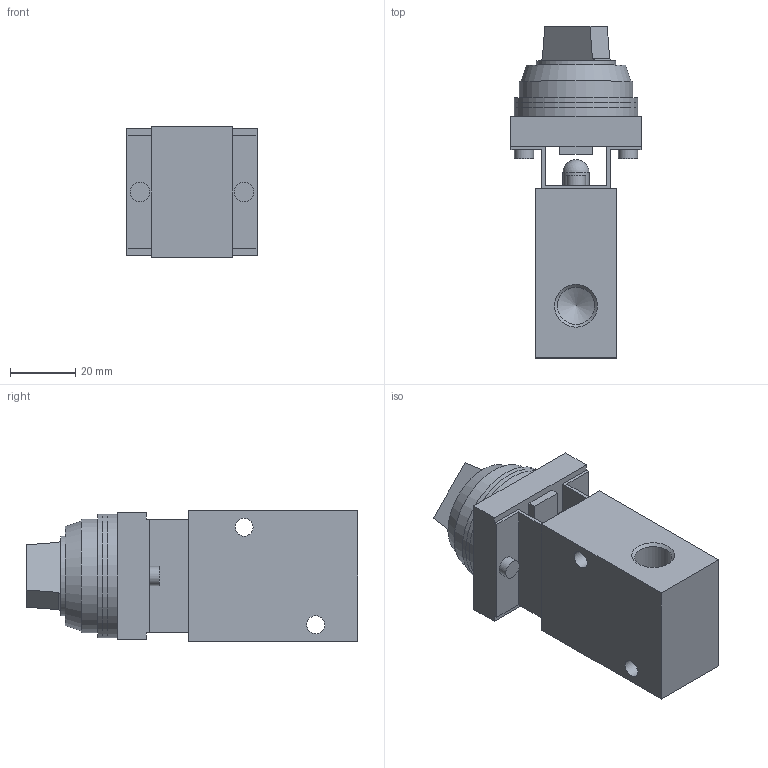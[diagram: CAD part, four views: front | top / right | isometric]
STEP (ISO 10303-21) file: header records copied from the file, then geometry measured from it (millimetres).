
FILE_DESCRIPTION( ( 'STEP AP214' ), '1' );
FILE_NAME( 'VM220-F02-34BA(0_0).stp', '2020-03-20T16:17:23', ( 'License CC BY-ND 4.0' ), ( 'CADENAS' ), ' ', 'PARTsolutions', ' ' );
FILE_SCHEMA( ( 'AUTOMOTIVE_DESIGN { 1 0 10303 214 1 1 1 1 }' ) );
Length unit declared in the file: millimetre
Products named in the file (6): VM220-F02-34BA(0_0); _VM220-F02-34BA(0_0)_BODY; _VM-34AB(0); _VM100_PLATE2_00; _VM100_PLATE1_00; _VM100_NUT2_00
Assembly tree (6 placements, depth 2):
  VM220-F02-34BA(0_0)
    _VM220-F02-34BA(0_0)_BODY
    _VM-34AB(0)
    _VM100_PLATE2_00
    _VM100_PLATE1_00  x2
    _VM100_NUT2_00
Bounding box: 40 x 102.1 x 40 mm (x, y, z)
Volume: 85289 mm3; surface area: 28615.8 mm2
Topology: 6 solids, 6 shells, 86 faces, 198 edges, 130 vertices
Faces by surface type: plane 61, cylinder 19, cone 5, sphere 1
Full cylindrical faces by diameter (mm): 5.5 x2, 5.9 x4, 8 x1, 8.5 x1, 11.445 x2, 23 x4, 24.5 x1, 35 x1, 38 x3
Entity records: 2941 total; most frequent: DIRECTION 381, CARTESIAN_POINT 369, ORIENTED_EDGE 320, EDGE_CURVE 160, AXIS2_PLACEMENT_3D 132, EDGE_LOOP 125, VERTEX_POINT 120, LINE 117
